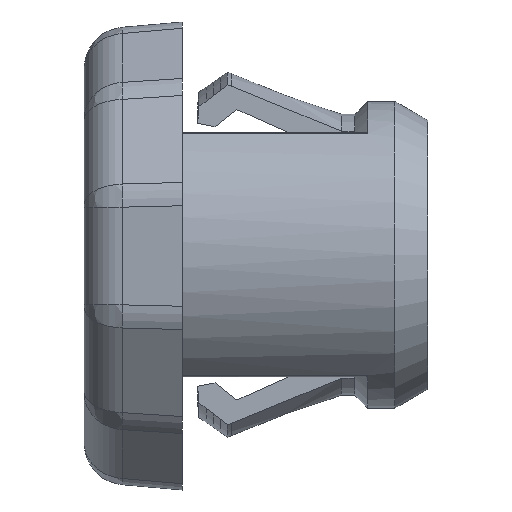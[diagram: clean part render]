
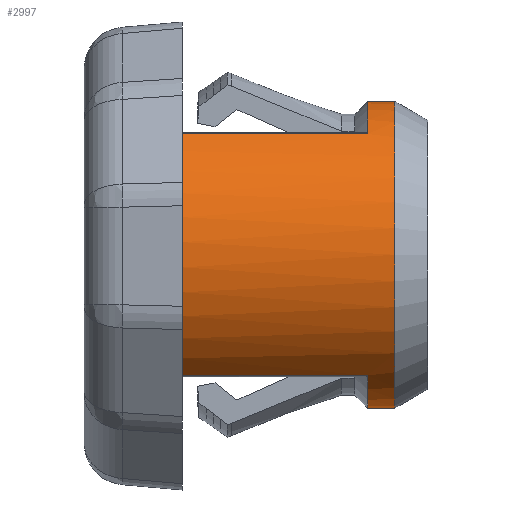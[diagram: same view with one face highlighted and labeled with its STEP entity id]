
A CAD part, left-side view. The second image highlights one B-rep face of the part: STEP entity #2997.
In plain terms, the highlighted cylindrical face has radius 12.5 mm (diameter 25 mm), a full revolution.
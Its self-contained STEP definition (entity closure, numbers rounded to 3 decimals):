
#2173=FACE_BOUND('',#4020,.T.);
#2174=FACE_BOUND('',#4021,.T.);
#2271=CYLINDRICAL_SURFACE('',#9992,12.5);
#2620=CIRCLE('',#9987,12.5);
#2621=CIRCLE('',#9988,12.5);
#2622=CIRCLE('',#9989,12.5);
#2623=CIRCLE('',#9990,12.5);
#2624=CIRCLE('',#9991,12.5);
#2997=ADVANCED_FACE('',(#2173,#2174),#2271,.T.);
#4020=EDGE_LOOP('',(#5879,#5880,#5881,#5882,#5883,#5884,#5885,#5886));
#4021=EDGE_LOOP('',(#5887));
#5879=ORIENTED_EDGE('',*,*,#7786,.T.);
#5880=ORIENTED_EDGE('',*,*,#7787,.T.);
#5881=ORIENTED_EDGE('',*,*,#7788,.T.);
#5882=ORIENTED_EDGE('',*,*,#7789,.F.);
#5883=ORIENTED_EDGE('',*,*,#7790,.T.);
#5884=ORIENTED_EDGE('',*,*,#7791,.T.);
#5885=ORIENTED_EDGE('',*,*,#7792,.T.);
#5886=ORIENTED_EDGE('',*,*,#7793,.F.);
#5887=ORIENTED_EDGE('',*,*,#7794,.T.);
#6811=VERTEX_POINT('',#15590);
#6812=VERTEX_POINT('',#15591);
#6813=VERTEX_POINT('',#15593);
#6814=VERTEX_POINT('',#15595);
#6815=VERTEX_POINT('',#15597);
#6816=VERTEX_POINT('',#15599);
#6817=VERTEX_POINT('',#15601);
#6818=VERTEX_POINT('',#15603);
#6819=VERTEX_POINT('',#15606);
#7786=EDGE_CURVE('',#6811,#6812,#2620,.T.);
#7787=EDGE_CURVE('',#6812,#6813,#8492,.T.);
#7788=EDGE_CURVE('',#6813,#6814,#2621,.T.);
#7789=EDGE_CURVE('',#6815,#6814,#8493,.T.);
#7790=EDGE_CURVE('',#6815,#6816,#2622,.T.);
#7791=EDGE_CURVE('',#6816,#6817,#8494,.T.);
#7792=EDGE_CURVE('',#6817,#6818,#2623,.T.);
#7793=EDGE_CURVE('',#6811,#6818,#8495,.T.);
#7794=EDGE_CURVE('',#6819,#6819,#2624,.T.);
#8492=LINE('',#15592,#9146);
#8493=LINE('',#15596,#9147);
#8494=LINE('',#15600,#9148);
#8495=LINE('',#15604,#9149);
#9146=VECTOR('',#11733,1.);
#9147=VECTOR('',#11736,1.);
#9148=VECTOR('',#11739,1.);
#9149=VECTOR('',#11742,1.);
#9987=AXIS2_PLACEMENT_3D('',#15589,#11731,#11732);
#9988=AXIS2_PLACEMENT_3D('',#15594,#11734,#11735);
#9989=AXIS2_PLACEMENT_3D('',#15598,#11737,#11738);
#9990=AXIS2_PLACEMENT_3D('',#15602,#11740,#11741);
#9991=AXIS2_PLACEMENT_3D('',#15605,#11743,#11744);
#9992=AXIS2_PLACEMENT_3D('',#15607,#11745,#11746);
#11731=DIRECTION('',(0.,-1.,0.));
#11732=DIRECTION('',(0.,0.,-1.));
#11733=DIRECTION('',(0.,1.,0.));
#11734=DIRECTION('',(0.,-1.,0.));
#11735=DIRECTION('',(-1.,0.,0.));
#11736=DIRECTION('',(0.,1.,0.));
#11737=DIRECTION('',(0.,-1.,0.));
#11738=DIRECTION('',(0.,0.,-1.));
#11739=DIRECTION('',(0.,1.,0.));
#11740=DIRECTION('',(0.,-1.,0.));
#11741=DIRECTION('',(1.,0.,0.));
#11742=DIRECTION('',(0.,1.,0.));
#11743=DIRECTION('',(0.,1.,0.));
#11744=DIRECTION('',(0.,0.,1.));
#11745=DIRECTION('',(0.,1.,0.));
#11746=DIRECTION('',(0.,0.,1.));
#15589=CARTESIAN_POINT('',(0.,-15.1,0.));
#15590=CARTESIAN_POINT('',(-7.707,-15.1,-9.841));
#15591=CARTESIAN_POINT('',(7.707,-15.1,-9.841));
#15592=CARTESIAN_POINT('',(7.707,-19.134,-9.841));
#15593=CARTESIAN_POINT('',(7.707,0.,-9.841));
#15594=CARTESIAN_POINT('',(0.,0.,0.));
#15595=CARTESIAN_POINT('',(7.707,0.,9.841));
#15596=CARTESIAN_POINT('',(7.707,-19.134,9.841));
#15597=CARTESIAN_POINT('',(7.707,-15.1,9.841));
#15598=CARTESIAN_POINT('',(0.,-15.1,0.));
#15599=CARTESIAN_POINT('',(-7.707,-15.1,9.841));
#15600=CARTESIAN_POINT('',(-7.707,-19.134,9.841));
#15601=CARTESIAN_POINT('',(-7.707,0.,9.841));
#15602=CARTESIAN_POINT('',(0.,0.,0.));
#15603=CARTESIAN_POINT('',(-7.707,0.,-9.841));
#15604=CARTESIAN_POINT('',(-7.707,-19.134,-9.841));
#15605=CARTESIAN_POINT('',(0.,-17.315,0.));
#15606=CARTESIAN_POINT('',(0.,-17.315,12.5));
#15607=CARTESIAN_POINT('',(0.,-19.134,0.));
